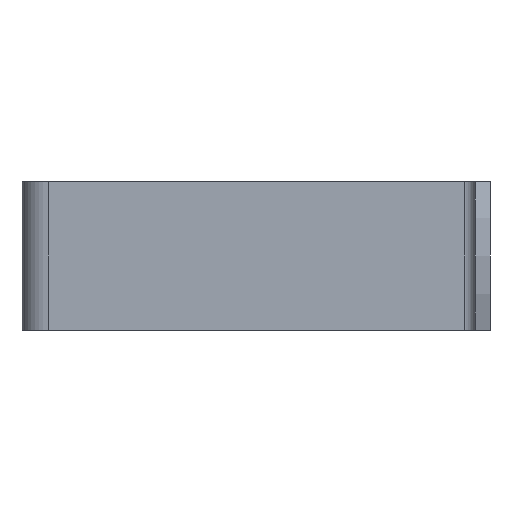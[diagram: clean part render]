
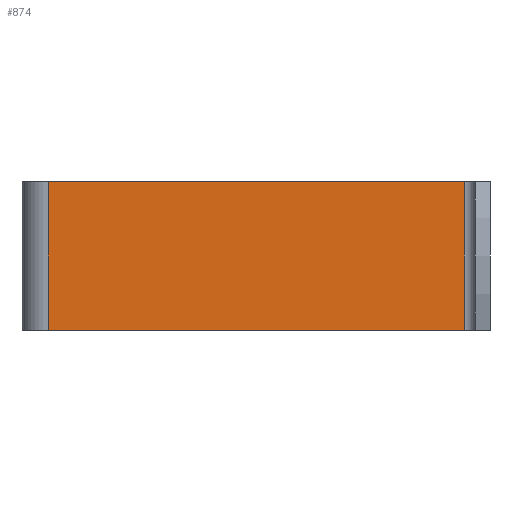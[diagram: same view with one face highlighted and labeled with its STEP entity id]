
A CAD part, left-side view. The second image highlights one B-rep face of the part: STEP entity #874.
In plain terms, the highlighted planar face has unit normal (-1, 0, 0).
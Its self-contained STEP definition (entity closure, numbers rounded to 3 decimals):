
#801=CARTESIAN_POINT('',(-25.,119.0,20.0));
#802=VERTEX_POINT('',#801);
#837=CARTESIAN_POINT('',(-25.,144.477,0.));
#838=DIRECTION('',(-1.0,0.0,0.0));
#839=DIRECTION('',(0.0,0.0,1.0));
#840=AXIS2_PLACEMENT_3D('',#837,#838,#839);
#841=PLANE('',#840);
#842=CARTESIAN_POINT('',(-25.0,119.,-20.0));
#843=VERTEX_POINT('',#842);
#844=CARTESIAN_POINT('',(-25.0,119.,-20.0));
#845=DIRECTION('',(0.0,0.0,1.0));
#846=VECTOR('',#845,40.0);
#847=LINE('',#844,#846);
#848=EDGE_CURVE('',#843,#802,#847,.T.);
#849=ORIENTED_EDGE('',*,*,#848,.F.);
#850=CARTESIAN_POINT('',(-25.,7.,-20.0));
#851=VERTEX_POINT('',#850);
#852=CARTESIAN_POINT('',(-25.,7.0,-20.0));
#853=DIRECTION('',(0.0,1.0,0.0));
#854=VECTOR('',#853,112.0);
#855=LINE('',#852,#854);
#856=EDGE_CURVE('',#851,#843,#855,.T.);
#857=ORIENTED_EDGE('',*,*,#856,.F.);
#858=CARTESIAN_POINT('',(-25.,7.,20.0));
#859=VERTEX_POINT('',#858);
#860=CARTESIAN_POINT('',(-25.,7.,-20.0));
#861=DIRECTION('',(0.0,0.0,1.0));
#862=VECTOR('',#861,40.0);
#863=LINE('',#860,#862);
#864=EDGE_CURVE('',#851,#859,#863,.T.);
#865=ORIENTED_EDGE('',*,*,#864,.T.);
#866=CARTESIAN_POINT('',(-25.,119.,20.0));
#867=DIRECTION('',(0.0,-1.0,0.0));
#868=VECTOR('',#867,112.);
#869=LINE('',#866,#868);
#870=EDGE_CURVE('',#802,#859,#869,.T.);
#871=ORIENTED_EDGE('',*,*,#870,.F.);
#872=EDGE_LOOP('',(#849,#857,#865,#871));
#873=FACE_OUTER_BOUND('',#872,.T.);
#874=ADVANCED_FACE('',(#873),#841,.T.);
